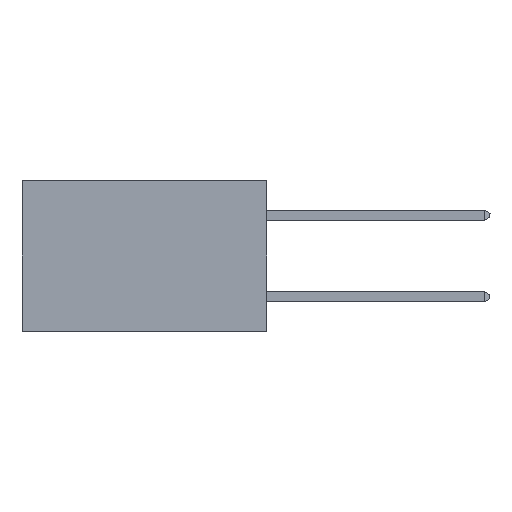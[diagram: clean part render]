
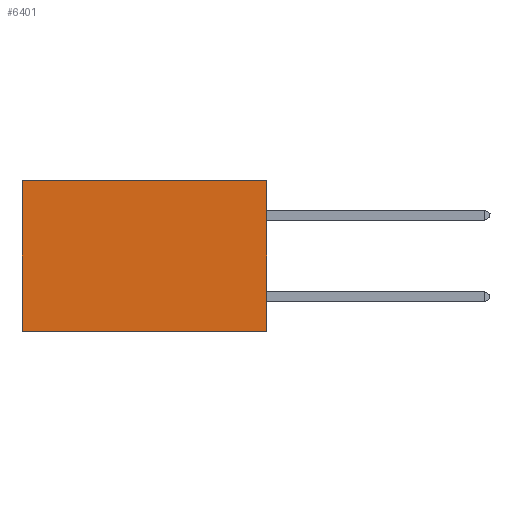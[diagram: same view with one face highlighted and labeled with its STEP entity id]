
A CAD part, left-side view. The second image highlights one B-rep face of the part: STEP entity #6401.
In plain terms, the highlighted planar face has unit normal (-1, 0, 0).
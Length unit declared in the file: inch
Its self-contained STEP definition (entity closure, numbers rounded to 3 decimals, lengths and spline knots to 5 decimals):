
#151 = VERTEX_POINT ( 'NONE', #4282 ) ;
#772 = PLANE ( 'NONE',  #12419 ) ;
#1973 = VECTOR ( 'NONE', #17439, 39.37008 ) ;
#2529 = ORIENTED_EDGE ( 'NONE', *, *, #14121, .T. ) ;
#2691 = DIRECTION ( 'NONE',  ( 0., 0., -1. ) ) ;
#2838 = DIRECTION ( 'NONE',  ( 1., 0., 0. ) ) ;
#4282 = CARTESIAN_POINT ( 'NONE',  ( 0.2875, 0., 0. ) ) ;
#4333 = ORIENTED_EDGE ( 'NONE', *, *, #21048, .T. ) ;
#4562 = VECTOR ( 'NONE', #20562, 39.37008 ) ;
#5212 = LINE ( 'NONE', #10466, #4562 ) ;
#5346 = VERTEX_POINT ( 'NONE', #20166 ) ;
#5447 = VERTEX_POINT ( 'NONE', #6298 ) ;
#6298 = CARTESIAN_POINT ( 'NONE',  ( 0.2875, 0.6, -0.37 ) ) ;
#6401 = ADVANCED_FACE ( 'NONE', ( #15956 ), #772, .F. ) ;
#6462 = CARTESIAN_POINT ( 'NONE',  ( 0.2875, 0., -0.37 ) ) ;
#6749 = ORIENTED_EDGE ( 'NONE', *, *, #11854, .F. ) ;
#7036 = LINE ( 'NONE', #21861, #13121 ) ;
#7551 = VERTEX_POINT ( 'NONE', #6462 ) ;
#7857 = DIRECTION ( 'NONE',  ( 0., 1., 0. ) ) ;
#10102 = ORIENTED_EDGE ( 'NONE', *, *, #22186, .F. ) ;
#10466 = CARTESIAN_POINT ( 'NONE',  ( 0.2875, 0., 0. ) ) ;
#11854 = EDGE_CURVE ( 'NONE', #7551, #5447, #7036, .T. ) ;
#11950 = EDGE_LOOP ( 'NONE', ( #4333, #6749, #10102, #2529 ) ) ;
#12419 = AXIS2_PLACEMENT_3D ( 'NONE', #15063, #2838, #17097 ) ;
#12891 = LINE ( 'NONE', #15421, #1973 ) ;
#13121 = VECTOR ( 'NONE', #7857, 39.37008 ) ;
#14121 = EDGE_CURVE ( 'NONE', #151, #5346, #5212, .T. ) ;
#15063 = CARTESIAN_POINT ( 'NONE',  ( 0.2875, 0., 0. ) ) ;
#15421 = CARTESIAN_POINT ( 'NONE',  ( 0.2875, 0.6, 0. ) ) ;
#15956 = FACE_OUTER_BOUND ( 'NONE', #11950, .T. ) ;
#16939 = CARTESIAN_POINT ( 'NONE',  ( 0.2875, 0., 0. ) ) ;
#17097 = DIRECTION ( 'NONE',  ( 0., 0., -1. ) ) ;
#17439 = DIRECTION ( 'NONE',  ( 0., 0., -1. ) ) ;
#20166 = CARTESIAN_POINT ( 'NONE',  ( 0.2875, 0.6, 0. ) ) ;
#20562 = DIRECTION ( 'NONE',  ( 0., 1., 0. ) ) ;
#21048 = EDGE_CURVE ( 'NONE', #5346, #5447, #12891, .T. ) ;
#21861 = CARTESIAN_POINT ( 'NONE',  ( 0.2875, 0., -0.37 ) ) ;
#21869 = VECTOR ( 'NONE', #2691, 39.37008 ) ;
#22186 = EDGE_CURVE ( 'NONE', #151, #7551, #22497, .T. ) ;
#22497 = LINE ( 'NONE', #16939, #21869 ) ;
